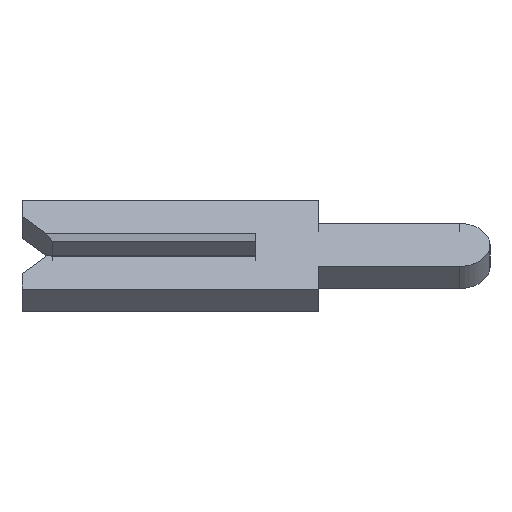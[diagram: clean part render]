
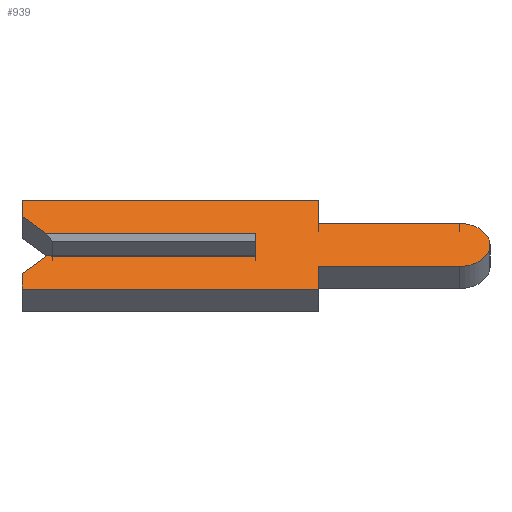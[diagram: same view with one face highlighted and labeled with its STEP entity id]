
A CAD part, left-side view. The second image highlights one B-rep face of the part: STEP entity #939.
In plain terms, the highlighted face is planar.
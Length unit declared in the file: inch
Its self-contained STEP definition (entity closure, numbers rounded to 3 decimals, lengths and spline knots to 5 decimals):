
#14 = DIRECTION ( 'NONE',  ( 0., -1., 0. ) ) ;
#19 = VERTEX_POINT ( 'NONE', #325 ) ;
#29 = DIRECTION ( 'NONE',  ( 0., 0., -1. ) ) ;
#31 = VECTOR ( 'NONE', #816, 39.37008 ) ;
#35 = LINE ( 'NONE', #993, #763 ) ;
#50 = FACE_OUTER_BOUND ( 'NONE', #772, .T. ) ;
#77 = ORIENTED_EDGE ( 'NONE', *, *, #553, .F. ) ;
#78 = CARTESIAN_POINT ( 'NONE',  ( -0.01, 0., -0.01 ) ) ;
#88 = CARTESIAN_POINT ( 'NONE',  ( -0.01, 0., 0.01 ) ) ;
#89 = EDGE_CURVE ( 'NONE', #787, #134, #285, .T. ) ;
#99 = EDGE_CURVE ( 'NONE', #973, #589, #256, .T. ) ;
#112 = CARTESIAN_POINT ( 'NONE',  ( -0.01, 0.15, -0.026 ) ) ;
#121 = LINE ( 'NONE', #634, #616 ) ;
#134 = VERTEX_POINT ( 'NONE', #919 ) ;
#148 = EDGE_CURVE ( 'NONE', #1208, #973, #757, .T. ) ;
#157 = EDGE_CURVE ( 'NONE', #756, #1099, #654, .T. ) ;
#170 = LINE ( 'NONE', #726, #943 ) ;
#188 = VECTOR ( 'NONE', #827, 39.37008 ) ;
#197 = CARTESIAN_POINT ( 'NONE',  ( -0.01, 0.15, 0.026 ) ) ;
#201 = EDGE_CURVE ( 'NONE', #589, #1197, #121, .T. ) ;
#203 = LINE ( 'NONE', #758, #421 ) ;
#206 = ORIENTED_EDGE ( 'NONE', *, *, #784, .F. ) ;
#207 = CARTESIAN_POINT ( 'NONE',  ( -0.01, -0.04, 0.0195 ) ) ;
#220 = VECTOR ( 'NONE', #1236, 39.37008 ) ;
#230 = EDGE_CURVE ( 'NONE', #774, #729, #1049, .T. ) ;
#231 = DIRECTION ( 'NONE',  ( 1., 0., 0. ) ) ;
#235 = CARTESIAN_POINT ( 'NONE',  ( -0.01, -0.04, -0.0195 ) ) ;
#243 = DIRECTION ( 'NONE',  ( 0., 0., 1. ) ) ;
#246 = EDGE_CURVE ( 'NONE', #1038, #976, #170, .T. ) ;
#256 = LINE ( 'NONE', #801, #1165 ) ;
#269 = EDGE_CURVE ( 'NONE', #134, #19, #961, .T. ) ;
#275 = ORIENTED_EDGE ( 'NONE', *, *, #201, .F. ) ;
#278 = CARTESIAN_POINT ( 'NONE',  ( -0.01, -0.1305, 0.0195 ) ) ;
#282 = PLANE ( 'NONE',  #481 ) ;
#285 = CIRCLE ( 'NONE', #1210, 0.0195 ) ;
#313 = ORIENTED_EDGE ( 'NONE', *, *, #246, .F. ) ;
#325 = CARTESIAN_POINT ( 'NONE',  ( -0.01, -0.04, -0.0195 ) ) ;
#402 = CARTESIAN_POINT ( 'NONE',  ( -0.01, -0.04, 0.0195 ) ) ;
#421 = VECTOR ( 'NONE', #972, 39.37008 ) ;
#433 = CARTESIAN_POINT ( 'NONE',  ( -0.01, 0., 0.0065 ) ) ;
#453 = CARTESIAN_POINT ( 'NONE',  ( -0.01, 0.1305, 0.0065 ) ) ;
#468 = CARTESIAN_POINT ( 'NONE',  ( -0.01, -0.04, -0.04 ) ) ;
#472 = CARTESIAN_POINT ( 'NONE',  ( -0.01, 0.15, 0.04 ) ) ;
#476 = CARTESIAN_POINT ( 'NONE',  ( -0.01, -0.1305, 0. ) ) ;
#481 = AXIS2_PLACEMENT_3D ( 'NONE', #476, #1271, #968 ) ;
#483 = EDGE_CURVE ( 'NONE', #729, #1038, #1149, .T. ) ;
#490 = ORIENTED_EDGE ( 'NONE', *, *, #148, .F. ) ;
#498 = VECTOR ( 'NONE', #646, 39.37008 ) ;
#524 = DIRECTION ( 'NONE',  ( 0., 0., -1. ) ) ;
#536 = VECTOR ( 'NONE', #1239, 39.37008 ) ;
#551 = CARTESIAN_POINT ( 'NONE',  ( -0.01, 0.15, -0.04 ) ) ;
#553 = EDGE_CURVE ( 'NONE', #1083, #1208, #651, .T. ) ;
#555 = CARTESIAN_POINT ( 'NONE',  ( -0.01, -0.04, -0.04 ) ) ;
#575 = ORIENTED_EDGE ( 'NONE', *, *, #483, .F. ) ;
#581 = EDGE_CURVE ( 'NONE', #19, #774, #1114, .T. ) ;
#585 = DIRECTION ( 'NONE',  ( 0., -1., 0. ) ) ;
#589 = VERTEX_POINT ( 'NONE', #861 ) ;
#616 = VECTOR ( 'NONE', #524, 39.37008 ) ;
#634 = CARTESIAN_POINT ( 'NONE',  ( -0.01, -0.04, 0.04 ) ) ;
#635 = VECTOR ( 'NONE', #243, 39.37008 ) ;
#638 = ORIENTED_EDGE ( 'NONE', *, *, #1195, .T. ) ;
#641 = CARTESIAN_POINT ( 'NONE',  ( -0.01, 0.15, -0.026 ) ) ;
#646 = DIRECTION ( 'NONE',  ( 0., 0.707, 0.707 ) ) ;
#651 = LINE ( 'NONE', #453, #498 ) ;
#654 = LINE ( 'NONE', #433, #188 ) ;
#665 = CARTESIAN_POINT ( 'NONE',  ( -0.01, 0.134, -0.01 ) ) ;
#716 = CARTESIAN_POINT ( 'NONE',  ( -0.01, 0.15, 0.026 ) ) ;
#721 = DIRECTION ( 'NONE',  ( 0., 1., 0. ) ) ;
#726 = CARTESIAN_POINT ( 'NONE',  ( -0.01, 0.1305, -0.0065 ) ) ;
#729 = VERTEX_POINT ( 'NONE', #551 ) ;
#734 = CARTESIAN_POINT ( 'NONE',  ( -0.01, 0.15, -0.04 ) ) ;
#756 = VERTEX_POINT ( 'NONE', #78 ) ;
#757 = LINE ( 'NONE', #716, #635 ) ;
#758 = CARTESIAN_POINT ( 'NONE',  ( -0.01, -0.1305, -0.01 ) ) ;
#763 = VECTOR ( 'NONE', #585, 39.37008 ) ;
#772 = EDGE_LOOP ( 'NONE', ( #638, #988, #206, #313, #575, #1115, #929, #1180, #946, #1139, #275, #808, #490, #77 ) ) ;
#774 = VERTEX_POINT ( 'NONE', #468 ) ;
#777 = LINE ( 'NONE', #402, #1009 ) ;
#784 = EDGE_CURVE ( 'NONE', #976, #756, #203, .T. ) ;
#787 = VERTEX_POINT ( 'NONE', #278 ) ;
#801 = CARTESIAN_POINT ( 'NONE',  ( -0.01, 0.15, 0.04 ) ) ;
#808 = ORIENTED_EDGE ( 'NONE', *, *, #99, .F. ) ;
#816 = DIRECTION ( 'NONE',  ( 0., 1., 0. ) ) ;
#827 = DIRECTION ( 'NONE',  ( 0., 0., 1. ) ) ;
#861 = CARTESIAN_POINT ( 'NONE',  ( -0.01, -0.04, 0.04 ) ) ;
#919 = CARTESIAN_POINT ( 'NONE',  ( -0.01, -0.1305, -0.0195 ) ) ;
#929 = ORIENTED_EDGE ( 'NONE', *, *, #581, .F. ) ;
#939 = ADVANCED_FACE ( 'NONE', ( #50 ), #282, .F. ) ;
#943 = VECTOR ( 'NONE', #1131, 39.37008 ) ;
#946 = ORIENTED_EDGE ( 'NONE', *, *, #89, .F. ) ;
#961 = LINE ( 'NONE', #235, #31 ) ;
#968 = DIRECTION ( 'NONE',  ( 0., 0., -1. ) ) ;
#972 = DIRECTION ( 'NONE',  ( 0., -1., 0. ) ) ;
#973 = VERTEX_POINT ( 'NONE', #472 ) ;
#976 = VERTEX_POINT ( 'NONE', #665 ) ;
#982 = CARTESIAN_POINT ( 'NONE',  ( -0.01, 0.134, 0.01 ) ) ;
#988 = ORIENTED_EDGE ( 'NONE', *, *, #157, .F. ) ;
#993 = CARTESIAN_POINT ( 'NONE',  ( -0.01, 0.15, 0.01 ) ) ;
#1009 = VECTOR ( 'NONE', #1015, 39.37008 ) ;
#1014 = CARTESIAN_POINT ( 'NONE',  ( -0.01, -0.1305, 0. ) ) ;
#1015 = DIRECTION ( 'NONE',  ( 0., -1., 0. ) ) ;
#1038 = VERTEX_POINT ( 'NONE', #112 ) ;
#1049 = LINE ( 'NONE', #734, #1206 ) ;
#1083 = VERTEX_POINT ( 'NONE', #982 ) ;
#1099 = VERTEX_POINT ( 'NONE', #88 ) ;
#1114 = LINE ( 'NONE', #555, #536 ) ;
#1115 = ORIENTED_EDGE ( 'NONE', *, *, #230, .F. ) ;
#1131 = DIRECTION ( 'NONE',  ( 0., -0.707, 0.707 ) ) ;
#1139 = ORIENTED_EDGE ( 'NONE', *, *, #1235, .F. ) ;
#1149 = LINE ( 'NONE', #641, #220 ) ;
#1165 = VECTOR ( 'NONE', #14, 39.37008 ) ;
#1180 = ORIENTED_EDGE ( 'NONE', *, *, #269, .F. ) ;
#1195 = EDGE_CURVE ( 'NONE', #1083, #1099, #35, .T. ) ;
#1197 = VERTEX_POINT ( 'NONE', #207 ) ;
#1206 = VECTOR ( 'NONE', #721, 39.37008 ) ;
#1208 = VERTEX_POINT ( 'NONE', #197 ) ;
#1210 = AXIS2_PLACEMENT_3D ( 'NONE', #1014, #231, #29 ) ;
#1235 = EDGE_CURVE ( 'NONE', #1197, #787, #777, .T. ) ;
#1236 = DIRECTION ( 'NONE',  ( 0., 0., 1. ) ) ;
#1239 = DIRECTION ( 'NONE',  ( 0., 0., -1. ) ) ;
#1271 = DIRECTION ( 'NONE',  ( 1., 0., 0. ) ) ;
